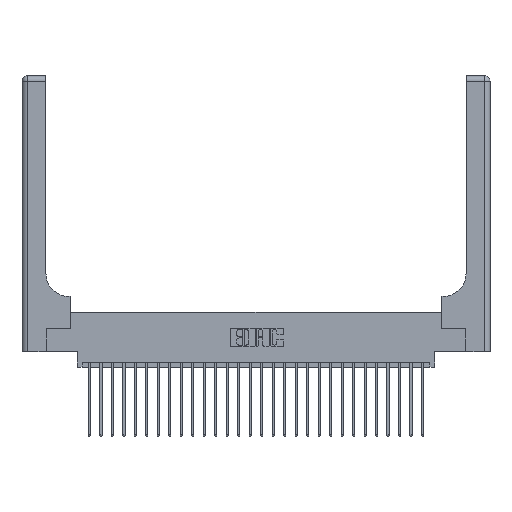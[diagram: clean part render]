
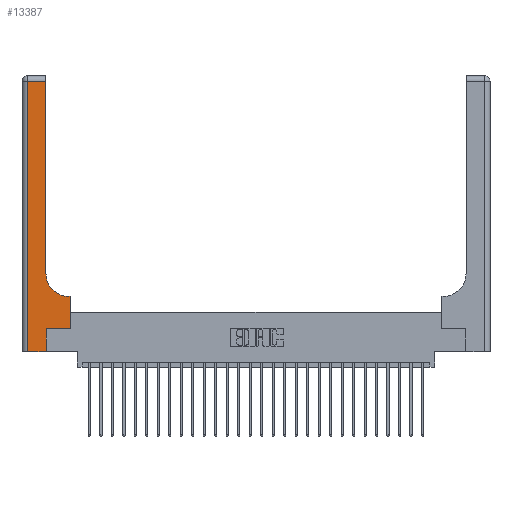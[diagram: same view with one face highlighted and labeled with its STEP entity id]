
A CAD part, top view. The second image highlights one B-rep face of the part: STEP entity #13387.
In plain terms, the highlighted planar face has unit normal (0, 0, 1).
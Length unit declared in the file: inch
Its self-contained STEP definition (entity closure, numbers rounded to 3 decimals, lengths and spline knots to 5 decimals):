
#1333 = CARTESIAN_POINT ( 'NONE',  ( 0.26, 0.6, 0.37 ) ) ;
#1452 = EDGE_CURVE ( 'NONE', #12606, #20351, #8441, .T. ) ;
#1596 = AXIS2_PLACEMENT_3D ( 'NONE', #3369, #5430, #19869 ) ;
#1771 = CARTESIAN_POINT ( 'NONE',  ( 0.265, 0.25, 0.37 ) ) ;
#1884 = ORIENTED_EDGE ( 'NONE', *, *, #25689, .T. ) ;
#2706 = EDGE_CURVE ( 'NONE', #9665, #11479, #16393, .T. ) ;
#2887 = LINE ( 'NONE', #1771, #7767 ) ;
#2911 = VECTOR ( 'NONE', #8003, 39.37008 ) ;
#3369 = CARTESIAN_POINT ( 'NONE',  ( 0., 3., 0.37 ) ) ;
#4204 = EDGE_CURVE ( 'NONE', #17057, #12606, #21691, .T. ) ;
#4452 = DIRECTION ( 'NONE',  ( 0., 0., -1. ) ) ;
#4470 = ORIENTED_EDGE ( 'NONE', *, *, #5796, .T. ) ;
#5416 = DIRECTION ( 'NONE',  ( 1., 0., 0. ) ) ;
#5430 = DIRECTION ( 'NONE',  ( 0., 0., -1. ) ) ;
#5646 = ORIENTED_EDGE ( 'NONE', *, *, #12930, .T. ) ;
#5796 = EDGE_CURVE ( 'NONE', #20890, #10729, #19091, .T. ) ;
#7056 = CARTESIAN_POINT ( 'NONE',  ( 0.265, 0., 0.37 ) ) ;
#7586 = CARTESIAN_POINT ( 'NONE',  ( 0., 2.94, 0.37 ) ) ;
#7767 = VECTOR ( 'NONE', #12259, 39.37008 ) ;
#8003 = DIRECTION ( 'NONE',  ( 0., -1., 0. ) ) ;
#8040 = VERTEX_POINT ( 'NONE', #10212 ) ;
#8215 = VECTOR ( 'NONE', #9369, 39.37008 ) ;
#8441 = LINE ( 'NONE', #16176, #2911 ) ;
#9194 = ORIENTED_EDGE ( 'NONE', *, *, #21826, .T. ) ;
#9369 = DIRECTION ( 'NONE',  ( 0., 1., 0. ) ) ;
#9665 = VERTEX_POINT ( 'NONE', #24478 ) ;
#10212 = CARTESIAN_POINT ( 'NONE',  ( 0.26, 0.85, 0.37 ) ) ;
#10220 = CARTESIAN_POINT ( 'NONE',  ( 0.06, 0., 0.37 ) ) ;
#10538 = CARTESIAN_POINT ( 'NONE',  ( 0.265, 0., 0.37 ) ) ;
#10627 = EDGE_LOOP ( 'NONE', ( #1884, #23967, #13738, #9194, #4470, #5646, #12858, #13933, #19143 ) ) ;
#10729 = VERTEX_POINT ( 'NONE', #16197 ) ;
#10789 = VECTOR ( 'NONE', #19907, 39.37008 ) ;
#10950 = CARTESIAN_POINT ( 'NONE',  ( 0.528, 0.25, 0.37 ) ) ;
#11197 = DIRECTION ( 'NONE',  ( 0., 1., 0. ) ) ;
#11401 = CARTESIAN_POINT ( 'NONE',  ( 0.26, 2.94, 0.37 ) ) ;
#11479 = VERTEX_POINT ( 'NONE', #19413 ) ;
#11589 = CARTESIAN_POINT ( 'NONE',  ( 0., 0., 0.37 ) ) ;
#12259 = DIRECTION ( 'NONE',  ( 1., 0., 0. ) ) ;
#12606 = VERTEX_POINT ( 'NONE', #19639 ) ;
#12858 = ORIENTED_EDGE ( 'NONE', *, *, #13767, .T. ) ;
#12930 = EDGE_CURVE ( 'NONE', #10729, #14508, #2887, .T. ) ;
#13059 = EDGE_CURVE ( 'NONE', #11479, #8040, #20926, .T. ) ;
#13387 = ADVANCED_FACE ( 'NONE', ( #19969 ), #15732, .F. ) ;
#13618 = VECTOR ( 'NONE', #11197, 39.37008 ) ;
#13738 = ORIENTED_EDGE ( 'NONE', *, *, #1452, .T. ) ;
#13767 = EDGE_CURVE ( 'NONE', #14508, #9665, #17049, .T. ) ;
#13933 = ORIENTED_EDGE ( 'NONE', *, *, #2706, .T. ) ;
#14508 = VERTEX_POINT ( 'NONE', #15243 ) ;
#15101 = DIRECTION ( 'NONE',  ( 0., 1., 0. ) ) ;
#15243 = CARTESIAN_POINT ( 'NONE',  ( 0.528, 0.25, 0.37 ) ) ;
#15732 = PLANE ( 'NONE',  #1596 ) ;
#16176 = CARTESIAN_POINT ( 'NONE',  ( 0.06, 3., 0.37 ) ) ;
#16197 = CARTESIAN_POINT ( 'NONE',  ( 0.265, 0.25, 0.37 ) ) ;
#16393 = LINE ( 'NONE', #1333, #20555 ) ;
#16825 = CARTESIAN_POINT ( 'NONE',  ( 0.51, 0.85, 0.37 ) ) ;
#17049 = LINE ( 'NONE', #10950, #21838 ) ;
#17057 = VERTEX_POINT ( 'NONE', #11401 ) ;
#18899 = DIRECTION ( 'NONE',  ( 1., 0., 0. ) ) ;
#19091 = LINE ( 'NONE', #7056, #13618 ) ;
#19143 = ORIENTED_EDGE ( 'NONE', *, *, #13059, .T. ) ;
#19172 = LINE ( 'NONE', #19703, #8215 ) ;
#19413 = CARTESIAN_POINT ( 'NONE',  ( 0.51, 0.6, 0.37 ) ) ;
#19639 = CARTESIAN_POINT ( 'NONE',  ( 0.06, 2.94, 0.37 ) ) ;
#19703 = CARTESIAN_POINT ( 'NONE',  ( 0.26, 3., 0.37 ) ) ;
#19869 = DIRECTION ( 'NONE',  ( -1., 0., 0. ) ) ;
#19907 = DIRECTION ( 'NONE',  ( -1., 0., 0. ) ) ;
#19969 = FACE_OUTER_BOUND ( 'NONE', #10627, .T. ) ;
#19986 = DIRECTION ( 'NONE',  ( -1., 0., 0. ) ) ;
#20015 = VECTOR ( 'NONE', #5416, 39.37008 ) ;
#20351 = VERTEX_POINT ( 'NONE', #10220 ) ;
#20555 = VECTOR ( 'NONE', #19986, 39.37008 ) ;
#20571 = AXIS2_PLACEMENT_3D ( 'NONE', #16825, #4452, #18899 ) ;
#20890 = VERTEX_POINT ( 'NONE', #10538 ) ;
#20926 = CIRCLE ( 'NONE', #20571, 0.25 ) ;
#21691 = LINE ( 'NONE', #7586, #10789 ) ;
#21826 = EDGE_CURVE ( 'NONE', #20351, #20890, #25392, .T. ) ;
#21838 = VECTOR ( 'NONE', #15101, 39.37008 ) ;
#23967 = ORIENTED_EDGE ( 'NONE', *, *, #4204, .T. ) ;
#24478 = CARTESIAN_POINT ( 'NONE',  ( 0.528, 0.6, 0.37 ) ) ;
#25392 = LINE ( 'NONE', #11589, #20015 ) ;
#25689 = EDGE_CURVE ( 'NONE', #8040, #17057, #19172, .T. ) ;
